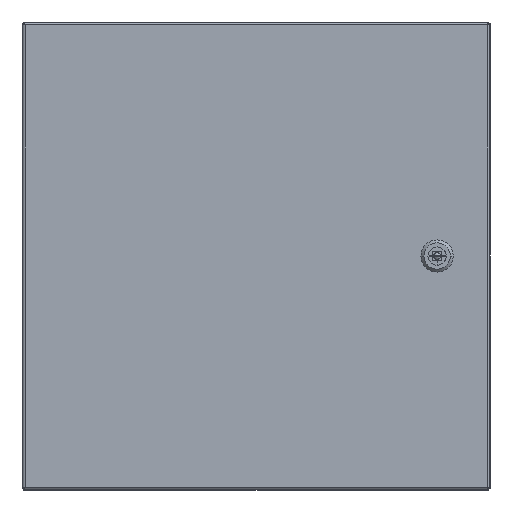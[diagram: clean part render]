
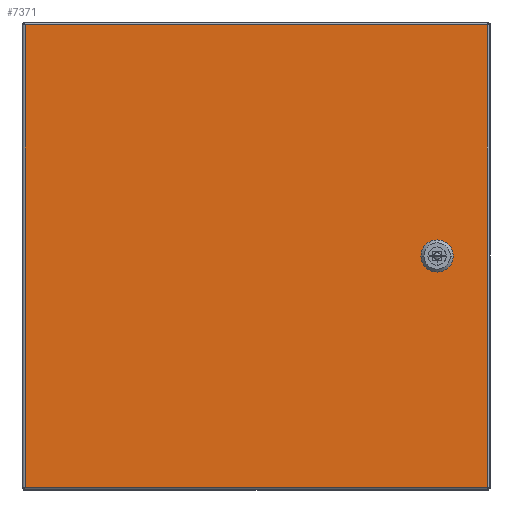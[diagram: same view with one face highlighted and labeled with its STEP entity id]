
A CAD part, front view. The second image highlights one B-rep face of the part: STEP entity #7371.
In plain terms, the highlighted planar face has unit normal (0, -1, 0).
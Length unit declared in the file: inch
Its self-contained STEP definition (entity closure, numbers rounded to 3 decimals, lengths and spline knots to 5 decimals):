
#11 = LINE ( 'NONE', #16249, #5014 ) ;
#26 = ORIENTED_EDGE ( 'NONE', *, *, #14697, .T. ) ;
#137 = CARTESIAN_POINT ( 'NONE',  ( -7.896, -6.822, 7.898 ) ) ;
#372 = DIRECTION ( 'NONE',  ( -1., 0., 0. ) ) ;
#717 = LINE ( 'NONE', #12386, #15079 ) ;
#782 = EDGE_CURVE ( 'NONE', #13600, #18499, #2792, .T. ) ;
#938 = VECTOR ( 'NONE', #10720, 39.37008 ) ;
#1239 = CARTESIAN_POINT ( 'NONE',  ( 6.422, -6.822, 0.395 ) ) ;
#1242 = CARTESIAN_POINT ( 'NONE',  ( -7.896, -6.822, -7.899 ) ) ;
#1440 = CARTESIAN_POINT ( 'NONE',  ( 6.5865, -6.822, 0.2305 ) ) ;
#1618 = EDGE_CURVE ( 'NONE', #13700, #5193, #18943, .T. ) ;
#1865 = VERTEX_POINT ( 'NONE', #20321 ) ;
#2074 = EDGE_CURVE ( 'NONE', #2594, #13700, #8367, .T. ) ;
#2214 = ORIENTED_EDGE ( 'NONE', *, *, #13336, .T. ) ;
#2329 = ORIENTED_EDGE ( 'NONE', *, *, #4477, .T. ) ;
#2461 = PLANE ( 'NONE',  #3997 ) ;
#2493 = VERTEX_POINT ( 'NONE', #7687 ) ;
#2594 = VERTEX_POINT ( 'NONE', #19810 ) ;
#2792 = LINE ( 'NONE', #14449, #2992 ) ;
#2992 = VECTOR ( 'NONE', #14553, 39.37008 ) ;
#3231 = DIRECTION ( 'NONE',  ( -0.707, 0., -0.707 ) ) ;
#3496 = EDGE_CURVE ( 'NONE', #5193, #10595, #15191, .T. ) ;
#3924 = CARTESIAN_POINT ( 'NONE',  ( 6.422, -6.822, 0.395 ) ) ;
#3946 = DIRECTION ( 'NONE',  ( 0.707, 0., 0.707 ) ) ;
#3997 = AXIS2_PLACEMENT_3D ( 'NONE', #4178, #19438, #12385 ) ;
#4178 = CARTESIAN_POINT ( 'NONE',  ( -7.896, -6.822, -7.899 ) ) ;
#4323 = CARTESIAN_POINT ( 'NONE',  ( 7.901, -6.822, 7.898 ) ) ;
#4385 = DIRECTION ( 'NONE',  ( 0.707, 0., -0.707 ) ) ;
#4477 = EDGE_CURVE ( 'NONE', #11232, #13600, #9429, .T. ) ;
#4869 = ORIENTED_EDGE ( 'NONE', *, *, #21120, .T. ) ;
#5014 = VECTOR ( 'NONE', #14719, 39.37008 ) ;
#5193 = VERTEX_POINT ( 'NONE', #4323 ) ;
#5272 = VERTEX_POINT ( 'NONE', #11112 ) ;
#5639 = CARTESIAN_POINT ( 'NONE',  ( 5.96, -6.822, 0.395 ) ) ;
#5872 = LINE ( 'NONE', #3924, #938 ) ;
#6119 = VECTOR ( 'NONE', #21398, 39.37008 ) ;
#6427 = DIRECTION ( 'NONE',  ( 0., 0., -1. ) ) ;
#6471 = VECTOR ( 'NONE', #3231, 39.37008 ) ;
#6640 = ORIENTED_EDGE ( 'NONE', *, *, #3496, .T. ) ;
#7371 = ADVANCED_FACE ( 'NONE', ( #15637, #19341 ), #2461, .T. ) ;
#7687 = CARTESIAN_POINT ( 'NONE',  ( 5.96, -6.822, -0.396 ) ) ;
#7743 = EDGE_CURVE ( 'NONE', #12478, #19573, #13658, .T. ) ;
#7755 = LINE ( 'NONE', #18042, #6471 ) ;
#8302 = EDGE_LOOP ( 'NONE', ( #26, #20839, #10565, #2329, #15759, #18288, #4869, #18230 ) ) ;
#8367 = LINE ( 'NONE', #9770, #11296 ) ;
#8942 = CARTESIAN_POINT ( 'NONE',  ( 6.422, -6.822, 0.395 ) ) ;
#9429 = LINE ( 'NONE', #1239, #19413 ) ;
#9770 = CARTESIAN_POINT ( 'NONE',  ( -7.896, -6.822, -7.899 ) ) ;
#10565 = ORIENTED_EDGE ( 'NONE', *, *, #10663, .T. ) ;
#10595 = VERTEX_POINT ( 'NONE', #137 ) ;
#10663 = EDGE_CURVE ( 'NONE', #19573, #11232, #5872, .T. ) ;
#10720 = DIRECTION ( 'NONE',  ( 1., 0., 0. ) ) ;
#11039 = CARTESIAN_POINT ( 'NONE',  ( 7.901, -6.822, -7.899 ) ) ;
#11112 = CARTESIAN_POINT ( 'NONE',  ( 6.422, -6.822, -0.396 ) ) ;
#11232 = VERTEX_POINT ( 'NONE', #8942 ) ;
#11296 = VECTOR ( 'NONE', #13134, 39.37008 ) ;
#11510 = LINE ( 'NONE', #19674, #6119 ) ;
#12385 = DIRECTION ( 'NONE',  ( 0., 0., -1. ) ) ;
#12386 = CARTESIAN_POINT ( 'NONE',  ( 5.7955, -6.822, -0.2315 ) ) ;
#12417 = CARTESIAN_POINT ( 'NONE',  ( 7.901, -6.822, -7.899 ) ) ;
#12478 = VERTEX_POINT ( 'NONE', #15067 ) ;
#13134 = DIRECTION ( 'NONE',  ( 1., 0., 0. ) ) ;
#13336 = EDGE_CURVE ( 'NONE', #10595, #2594, #16060, .T. ) ;
#13600 = VERTEX_POINT ( 'NONE', #1440 ) ;
#13658 = LINE ( 'NONE', #18763, #19562 ) ;
#13700 = VERTEX_POINT ( 'NONE', #11039 ) ;
#14165 = ORIENTED_EDGE ( 'NONE', *, *, #2074, .T. ) ;
#14449 = CARTESIAN_POINT ( 'NONE',  ( 6.5865, -6.822, -0.2315 ) ) ;
#14553 = DIRECTION ( 'NONE',  ( 0., 0., -1. ) ) ;
#14697 = EDGE_CURVE ( 'NONE', #1865, #12478, #11, .T. ) ;
#14719 = DIRECTION ( 'NONE',  ( 0., 0., 1. ) ) ;
#14856 = EDGE_LOOP ( 'NONE', ( #21292, #6640, #2214, #14165 ) ) ;
#14938 = CARTESIAN_POINT ( 'NONE',  ( 6.5865, -6.822, -0.2315 ) ) ;
#15067 = CARTESIAN_POINT ( 'NONE',  ( 5.7955, -6.822, 0.2305 ) ) ;
#15079 = VECTOR ( 'NONE', #15869, 39.37008 ) ;
#15191 = LINE ( 'NONE', #18881, #15609 ) ;
#15609 = VECTOR ( 'NONE', #372, 39.37008 ) ;
#15637 = FACE_OUTER_BOUND ( 'NONE', #14856, .T. ) ;
#15759 = ORIENTED_EDGE ( 'NONE', *, *, #782, .T. ) ;
#15869 = DIRECTION ( 'NONE',  ( -0.707, 0., 0.707 ) ) ;
#16060 = LINE ( 'NONE', #1242, #21241 ) ;
#16249 = CARTESIAN_POINT ( 'NONE',  ( 5.7955, -6.822, 0.2305 ) ) ;
#17630 = DIRECTION ( 'NONE',  ( 0., 0., 1. ) ) ;
#18042 = CARTESIAN_POINT ( 'NONE',  ( 6.5865, -6.822, -0.2315 ) ) ;
#18230 = ORIENTED_EDGE ( 'NONE', *, *, #20588, .T. ) ;
#18288 = ORIENTED_EDGE ( 'NONE', *, *, #19133, .T. ) ;
#18499 = VERTEX_POINT ( 'NONE', #14938 ) ;
#18763 = CARTESIAN_POINT ( 'NONE',  ( 5.96, -6.822, 0.395 ) ) ;
#18881 = CARTESIAN_POINT ( 'NONE',  ( -7.896, -6.822, 7.898 ) ) ;
#18908 = VECTOR ( 'NONE', #17630, 39.37008 ) ;
#18943 = LINE ( 'NONE', #12417, #18908 ) ;
#19133 = EDGE_CURVE ( 'NONE', #18499, #5272, #7755, .T. ) ;
#19341 = FACE_BOUND ( 'NONE', #8302, .T. ) ;
#19413 = VECTOR ( 'NONE', #4385, 39.37008 ) ;
#19438 = DIRECTION ( 'NONE',  ( 0., -1., 0. ) ) ;
#19562 = VECTOR ( 'NONE', #3946, 39.37008 ) ;
#19573 = VERTEX_POINT ( 'NONE', #5639 ) ;
#19674 = CARTESIAN_POINT ( 'NONE',  ( 5.96, -6.822, -0.396 ) ) ;
#19810 = CARTESIAN_POINT ( 'NONE',  ( -7.896, -6.822, -7.899 ) ) ;
#20321 = CARTESIAN_POINT ( 'NONE',  ( 5.7955, -6.822, -0.2315 ) ) ;
#20588 = EDGE_CURVE ( 'NONE', #2493, #1865, #717, .T. ) ;
#20839 = ORIENTED_EDGE ( 'NONE', *, *, #7743, .T. ) ;
#21120 = EDGE_CURVE ( 'NONE', #5272, #2493, #11510, .T. ) ;
#21241 = VECTOR ( 'NONE', #6427, 39.37008 ) ;
#21292 = ORIENTED_EDGE ( 'NONE', *, *, #1618, .T. ) ;
#21398 = DIRECTION ( 'NONE',  ( -1., 0., 0. ) ) ;
